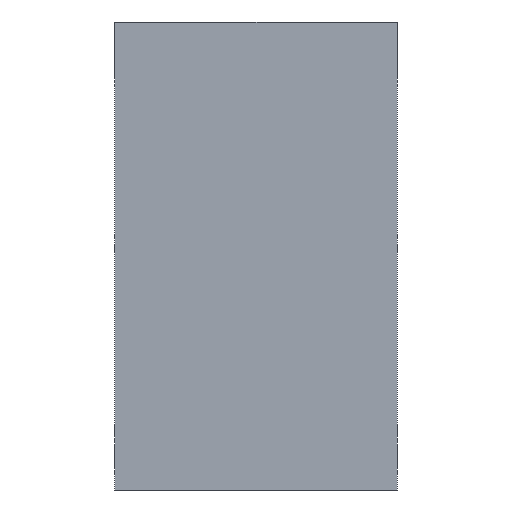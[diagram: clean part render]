
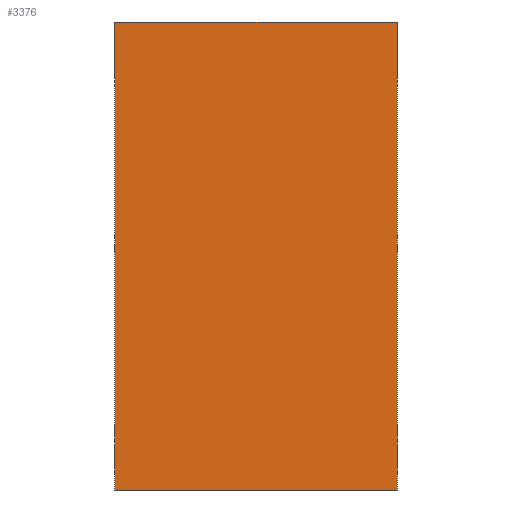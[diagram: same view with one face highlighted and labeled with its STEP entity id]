
A CAD part, front view. The second image highlights one B-rep face of the part: STEP entity #3376.
In plain terms, the highlighted planar face has unit normal (0, -1, 0).
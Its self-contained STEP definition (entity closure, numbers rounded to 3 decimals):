
#158=LINE('',#5880,#457);
#166=LINE('',#5915,#465);
#176=LINE('',#5942,#475);
#177=LINE('',#5943,#476);
#457=VECTOR('',#4842,1000.);
#465=VECTOR('',#4872,1000.);
#475=VECTOR('',#4894,1000.);
#476=VECTOR('',#4895,1000.);
#804=ORIENTED_EDGE('',*,*,#1744,.T.);
#805=ORIENTED_EDGE('',*,*,#1730,.F.);
#806=ORIENTED_EDGE('',*,*,#1745,.F.);
#807=ORIENTED_EDGE('',*,*,#1714,.T.);
#1714=EDGE_CURVE('',#2184,#2183,#158,.T.);
#1730=EDGE_CURVE('',#2199,#2200,#166,.T.);
#1744=EDGE_CURVE('',#2183,#2200,#176,.T.);
#1745=EDGE_CURVE('',#2184,#2199,#177,.T.);
#2183=VERTEX_POINT('',#5879);
#2184=VERTEX_POINT('',#5881);
#2199=VERTEX_POINT('',#5914);
#2200=VERTEX_POINT('',#5916);
#2652=EDGE_LOOP('',(#804,#805,#806,#807));
#2951=FACE_BOUND('',#2652,.T.);
#3235=PLANE('',#4452);
#3376=ADVANCED_FACE('',(#2951),#3235,.F.);
#4452=AXIS2_PLACEMENT_3D('',#5941,#4892,#4893);
#4842=DIRECTION('',(-1.,0.,0.));
#4872=DIRECTION('',(-1.,0.,0.));
#4892=DIRECTION('',(0.,1.,0.));
#4893=DIRECTION('',(0.,0.,1.));
#4894=DIRECTION('',(0.,0.,-1.));
#4895=DIRECTION('',(0.,0.,-1.));
#5879=CARTESIAN_POINT('',(0.,-44.,16.));
#5880=CARTESIAN_POINT('',(53.,-44.,16.));
#5881=CARTESIAN_POINT('',(53.,-44.,16.));
#5914=CARTESIAN_POINT('',(53.,-44.,-16.));
#5915=CARTESIAN_POINT('',(53.,-44.,-16.));
#5916=CARTESIAN_POINT('',(0.,-44.,-16.));
#5941=CARTESIAN_POINT('',(53.,-44.,16.));
#5942=CARTESIAN_POINT('',(0.,-44.,16.));
#5943=CARTESIAN_POINT('',(53.,-44.,16.));
